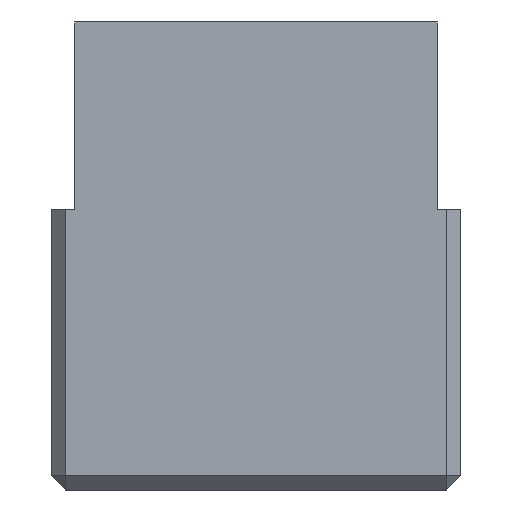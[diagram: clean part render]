
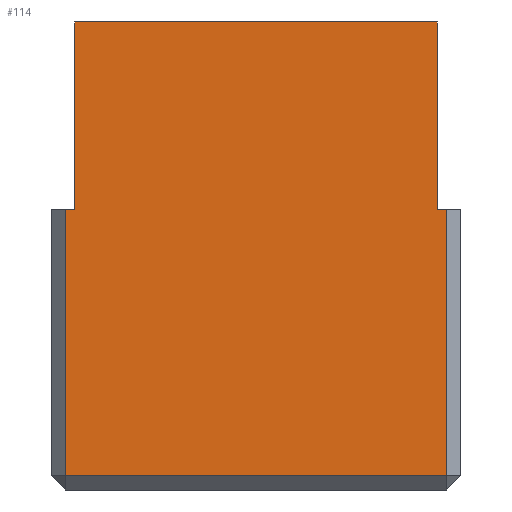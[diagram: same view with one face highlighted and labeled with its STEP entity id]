
A CAD part, left-side view. The second image highlights one B-rep face of the part: STEP entity #114.
In plain terms, the highlighted planar face has unit normal (-1, 0, 0).
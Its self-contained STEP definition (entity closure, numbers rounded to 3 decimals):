
#114=ADVANCED_FACE('',(#202),#166,.T.);
#166=PLANE('',#863);
#202=FACE_OUTER_BOUND('',#236,.T.);
#236=EDGE_LOOP('',(#310,#311,#312,#313,#314,#315,#316,#317));
#310=ORIENTED_EDGE('',*,*,#592,.T.);
#311=ORIENTED_EDGE('',*,*,#593,.T.);
#312=ORIENTED_EDGE('',*,*,#594,.T.);
#313=ORIENTED_EDGE('',*,*,#595,.T.);
#314=ORIENTED_EDGE('',*,*,#596,.T.);
#315=ORIENTED_EDGE('',*,*,#597,.F.);
#316=ORIENTED_EDGE('',*,*,#598,.T.);
#317=ORIENTED_EDGE('',*,*,#599,.T.);
#522=VERTEX_POINT('',#1177);
#523=VERTEX_POINT('',#1178);
#524=VERTEX_POINT('',#1180);
#525=VERTEX_POINT('',#1182);
#526=VERTEX_POINT('',#1184);
#527=VERTEX_POINT('',#1186);
#528=VERTEX_POINT('',#1188);
#529=VERTEX_POINT('',#1190);
#592=EDGE_CURVE('',#522,#523,#698,.T.);
#593=EDGE_CURVE('',#523,#524,#699,.T.);
#594=EDGE_CURVE('',#524,#525,#700,.T.);
#595=EDGE_CURVE('',#525,#526,#701,.T.);
#596=EDGE_CURVE('',#526,#527,#702,.T.);
#597=EDGE_CURVE('',#528,#527,#703,.T.);
#598=EDGE_CURVE('',#528,#529,#704,.T.);
#599=EDGE_CURVE('',#529,#522,#705,.T.);
#698=LINE('',#1176,#780);
#699=LINE('',#1179,#781);
#700=LINE('',#1181,#782);
#701=LINE('',#1183,#783);
#702=LINE('',#1185,#784);
#703=LINE('',#1187,#785);
#704=LINE('',#1189,#786);
#705=LINE('',#1191,#787);
#780=VECTOR('',#941,1.);
#781=VECTOR('',#942,1.);
#782=VECTOR('',#943,1.);
#783=VECTOR('',#944,1.);
#784=VECTOR('',#945,1.);
#785=VECTOR('',#946,1.);
#786=VECTOR('',#947,1.);
#787=VECTOR('',#948,1.);
#863=AXIS2_PLACEMENT_3D('',#1192,#949,#950);
#941=DIRECTION('',(0.,-1.,0.));
#942=DIRECTION('',(0.,0.,1.));
#943=DIRECTION('',(0.,1.,0.));
#944=DIRECTION('',(0.,0.,1.));
#945=DIRECTION('',(0.,1.,0.));
#946=DIRECTION('',(0.,0.,1.));
#947=DIRECTION('',(0.,1.,0.));
#948=DIRECTION('',(0.,0.,-1.));
#949=DIRECTION('',(-1.,0.,0.));
#950=DIRECTION('',(0.,0.,1.));
#1176=CARTESIAN_POINT('',(0.,-8.75,2.4));
#1177=CARTESIAN_POINT('',(0.,-0.3,2.4));
#1178=CARTESIAN_POINT('',(0.,-8.45,2.4));
#1179=CARTESIAN_POINT('',(0.,-8.45,8.1));
#1180=CARTESIAN_POINT('',(0.,-8.45,8.1));
#1181=CARTESIAN_POINT('',(0.,-8.75,8.1));
#1182=CARTESIAN_POINT('',(0.,-8.25,8.1));
#1183=CARTESIAN_POINT('',(0.,-8.25,8.1));
#1184=CARTESIAN_POINT('',(0.,-8.25,12.1));
#1185=CARTESIAN_POINT('',(0.,-8.75,12.1));
#1186=CARTESIAN_POINT('',(0.,-0.5,12.1));
#1187=CARTESIAN_POINT('',(0.,-0.5,8.1));
#1188=CARTESIAN_POINT('',(0.,-0.5,8.1));
#1189=CARTESIAN_POINT('',(0.,-0.5,8.1));
#1190=CARTESIAN_POINT('',(0.,-0.3,8.1));
#1191=CARTESIAN_POINT('',(0.,-0.3,8.1));
#1192=CARTESIAN_POINT('',(0.,-8.75,8.1));
